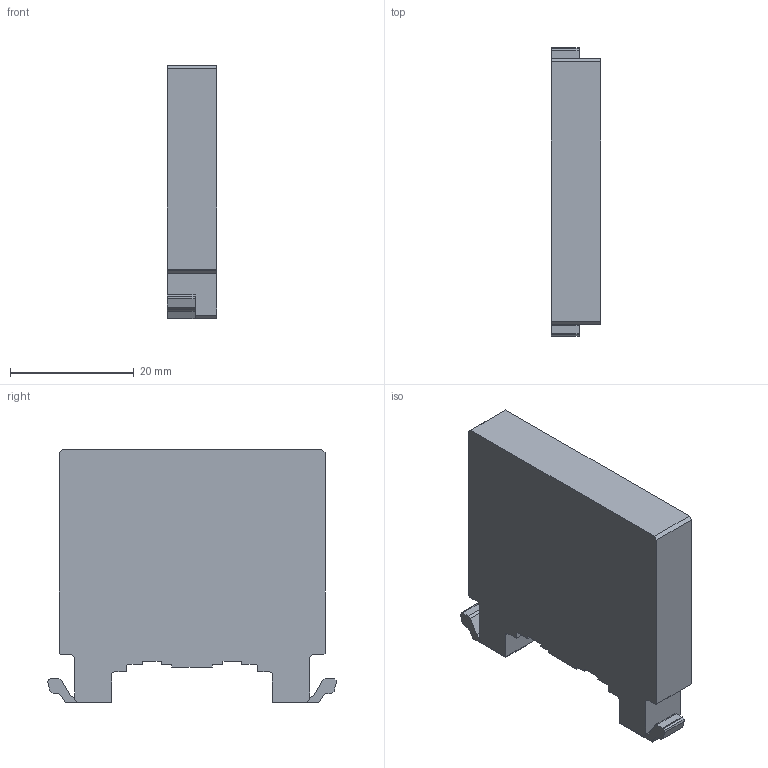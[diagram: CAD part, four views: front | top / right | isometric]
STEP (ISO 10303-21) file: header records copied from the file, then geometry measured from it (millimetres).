
FILE_DESCRIPTION((''),'2;1');
FILE_NAME('3d_11G48120.stp','2012-10-03T13:28:03',(''),(''),'Mechanical Desktop 2011','Mechanical Desktop 2011',', , ');
FILE_SCHEMA(('CONFIG_CONTROL_DESIGN'));
Length unit declared in the file: millimetre
Products named in the file (1): Product
Bounding box: 8 x 46.68 x 41 mm (x, y, z)
Volume: 12620.6 mm3; surface area: 4839.4 mm2
Topology: 3 solids, 3 shells, 88 faces, 246 edges, 164 vertices
Faces by surface type: plane 88
Entity records: 2861 total; most frequent: CARTESIAN_POINT 499, ORIENTED_EDGE 492, DIRECTION 424, VECTOR 246, LINE 246, EDGE_CURVE 246, VERTEX_POINT 164, AXIS2_PLACEMENT_3D 89
